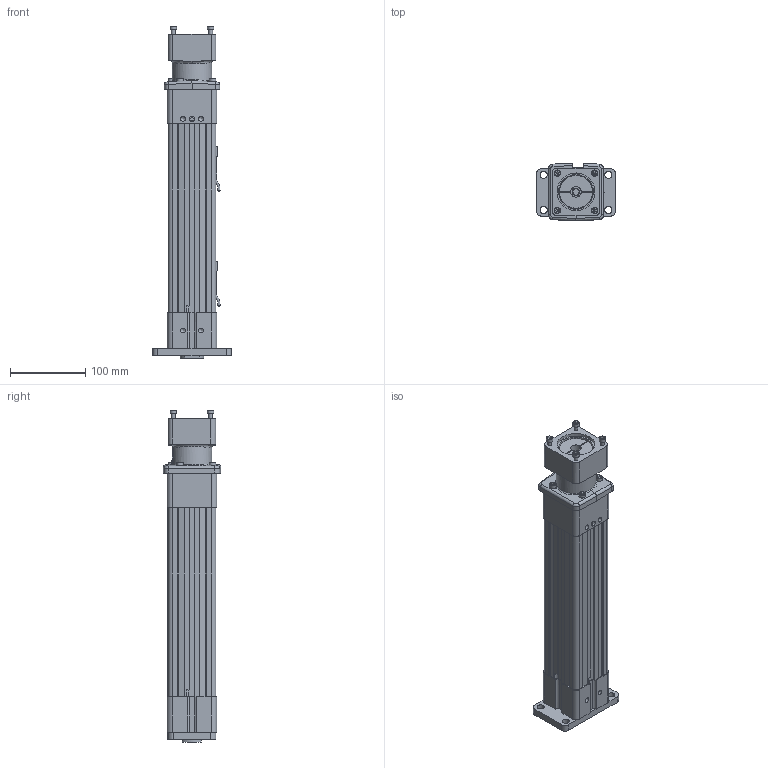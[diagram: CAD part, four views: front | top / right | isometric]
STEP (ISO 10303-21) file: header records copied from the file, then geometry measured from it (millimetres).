
FILE_DESCRIPTION (( 'STEP AP203' ), '1' );
FILE_NAME ('RSA32_BNM05_SK6.000_RS-479045-1.step', '2025-01-15T13:58:49', ( '' ), ( '' ), 'SwSTEP 2.0', 'SolidWorks 2024', '' );
FILE_SCHEMA (( 'CONFIG_CONTROL_DESIGN' ));
Length unit declared in the file: inch
Products named in the file (6): tempJoin2_45109054_RSA32_BNM05_SK6.000_RS-479045-1; RSA32_BNM05_SK6.000_RS-479045-1; tempJoin3_11329103_RSA32_BNM05_SK6.000_RS-479045-1; 11329022_RSA32_BNM05_SK6.000_RS-479045-1; Base_RSA32_BNM05_SK6.000_RS-479045-1; 11249810_RSA32_BNM05_SK6.000_RS-479045-1
Assembly tree (6 placements, depth 2):
  RSA32_BNM05_SK6.000_RS-479045-1
    11249810_RSA32_BNM05_SK6.000_RS-479045-1  x2
    11329022_RSA32_BNM05_SK6.000_RS-479045-1
    tempJoin2_45109054_RSA32_BNM05_SK6.000_RS-479045-1
    tempJoin3_11329103_RSA32_BNM05_SK6.000_RS-479045-1
    Base_RSA32_BNM05_SK6.000_RS-479045-1
Bounding box: 104.65 x 76.77 x 440.39 mm (x, y, z)
Volume: 1402094.6 mm3; surface area: 284181.2 mm2
Topology: 10 solids, 30 shells, 1311 faces, 3266 edges, 2127 vertices
Faces by surface type: plane 752, cylinder 302, bspline 134, cone 71, torus 28, sphere 24
Full cylindrical faces by diameter (mm): 1 x4, 2.25 x4, 2.362 x2, 2.5 x8, 2.997 x6, 4 x1, 4.2 x8, 4.201 x4, 4.318 x1, 4.763 x2, 4.768 x2, 4.826 x2, 4.978 x4, 5 x12, 5.001 x4, 5.334 x4, 5.69 x4, 6.35 x4, 6.528 x4, 6.756 x4, 7 x1, 8.5 x12, 8.89 x4, 9.398 x4, 9.525 x4, 9.921 x1, 9.98 x1, 10 x9, 11.176 x8, 11.938 x4
Entity records: 34961 total; most frequent: CARTESIAN_POINT 9072, DIRECTION 5160, ORIENTED_EDGE 4922, EDGE_CURVE 2461, AXIS2_PLACEMENT_3D 1865, VERTEX_POINT 1705, EDGE_LOOP 1490, LINE 1430
